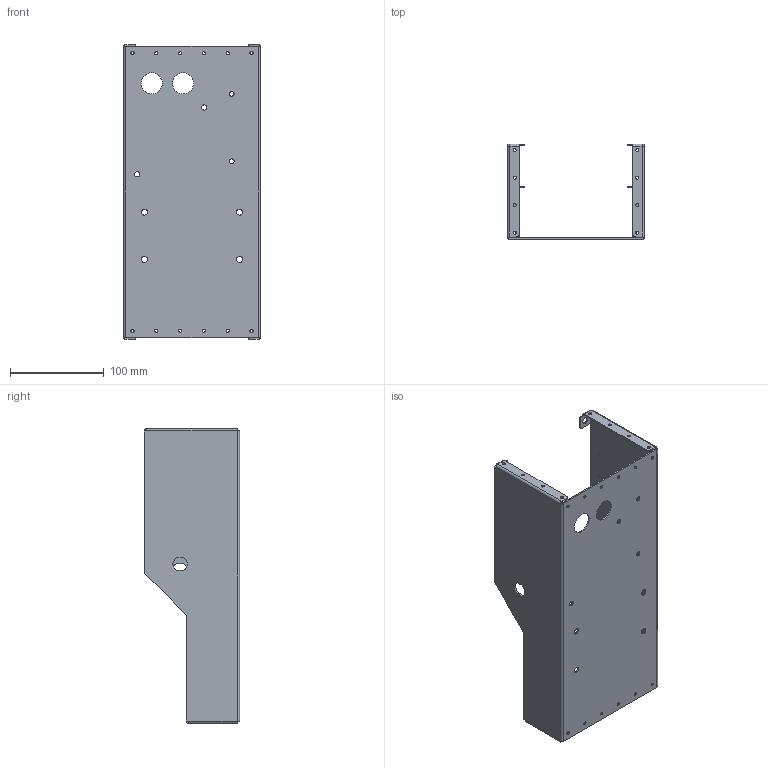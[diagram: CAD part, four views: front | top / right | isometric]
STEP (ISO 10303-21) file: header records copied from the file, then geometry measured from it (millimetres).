
FILE_DESCRIPTION (( 'STEP AP214' ), '1' );
FILE_NAME ('InverterBody.STEP', '2025-01-31T05:51:10', ( '' ), ( '' ), 'SwSTEP 2.0', 'SolidWorks 2024', '' );
FILE_SCHEMA (( 'AUTOMOTIVE_DESIGN' ));
Length unit declared in the file: inch
Products named in the file (1): InverterBody
Bounding box: 146.05 x 101.6 x 314.35 mm (x, y, z)
Volume: 156532.2 mm3; surface area: 199373.3 mm2
Topology: 1 solids, 1 shells, 220 faces, 574 edges, 356 vertices
Faces by surface type: cylinder 134, plane 86
Entity records: 6977 total; most frequent: DIRECTION 1284, CARTESIAN_POINT 1151, ORIENTED_EDGE 1148, EDGE_CURVE 574, AXIS2_PLACEMENT_3D 489, VERTEX_POINT 356, EDGE_LOOP 312, VECTOR 306
